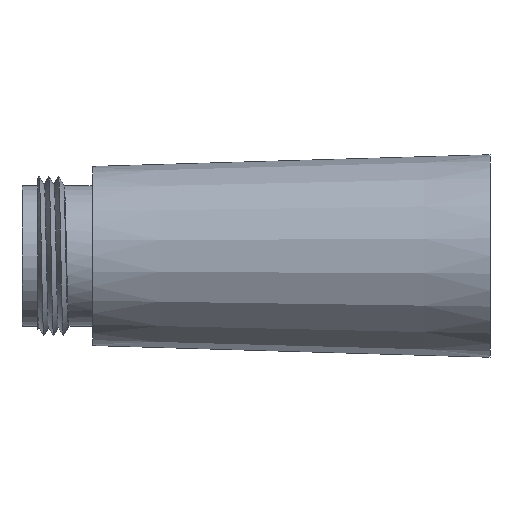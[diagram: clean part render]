
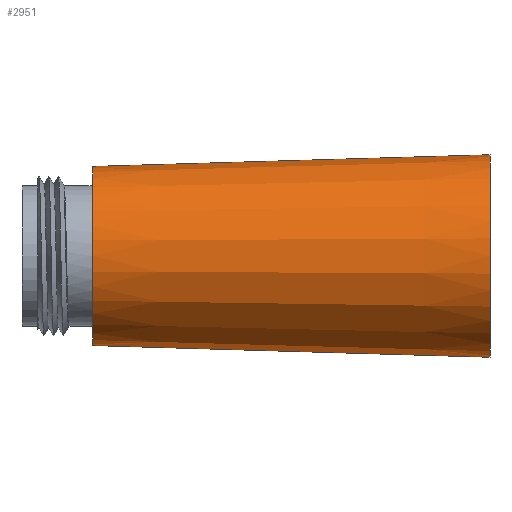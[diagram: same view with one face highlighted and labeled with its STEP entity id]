
A CAD part, left-side view. The second image highlights one B-rep face of the part: STEP entity #2951.
In plain terms, the highlighted conical face has half-angle 1.685 degrees and reference radius 13 mm.
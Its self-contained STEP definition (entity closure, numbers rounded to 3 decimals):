
#129 = EDGE_CURVE ( 'NONE', #2471, #2857, #3729, .T. ) ;
#224 = ORIENTED_EDGE ( 'NONE', *, *, #4529, .F. ) ;
#244 = LINE ( 'NONE', #3128, #4176 ) ;
#394 = CARTESIAN_POINT ( 'NONE',  ( 0., 51., -11.5 ) ) ;
#428 = DIRECTION ( 'NONE',  ( 0., 0., -1. ) ) ;
#826 = EDGE_CURVE ( 'NONE', #2471, #3823, #244, .T. ) ;
#849 = DIRECTION ( 'NONE',  ( 0., -1., -0.029 ) ) ;
#888 = DIRECTION ( 'NONE',  ( 0., 0., -1. ) ) ;
#956 = AXIS2_PLACEMENT_3D ( 'NONE', #3905, #2762, #3536 ) ;
#1627 = CONICAL_SURFACE ( 'NONE', #3770, 13., 0.029 ) ;
#1682 = CARTESIAN_POINT ( 'NONE',  ( 0., 0., 13. ) ) ;
#1768 = AXIS2_PLACEMENT_3D ( 'NONE', #2224, #2968, #428 ) ;
#2126 = DIRECTION ( 'NONE',  ( 0., -1., 0.029 ) ) ;
#2139 = CIRCLE ( 'NONE', #1768, 13. ) ;
#2223 = CARTESIAN_POINT ( 'NONE',  ( 0., 51., 11.5 ) ) ;
#2224 = CARTESIAN_POINT ( 'NONE',  ( 0., 0., 0. ) ) ;
#2365 = EDGE_LOOP ( 'NONE', ( #4202, #4629, #4394, #224 ) ) ;
#2381 = VERTEX_POINT ( 'NONE', #3941 ) ;
#2471 = VERTEX_POINT ( 'NONE', #2223 ) ;
#2737 = DIRECTION ( 'NONE',  ( 0., -1., 0. ) ) ;
#2762 = DIRECTION ( 'NONE',  ( 0., -1., 0. ) ) ;
#2857 = VERTEX_POINT ( 'NONE', #394 ) ;
#2951 = ADVANCED_FACE ( 'NONE', ( #3016 ), #1627, .T. ) ;
#2968 = DIRECTION ( 'NONE',  ( 0., -1., 0. ) ) ;
#3016 = FACE_OUTER_BOUND ( 'NONE', #2365, .T. ) ;
#3128 = CARTESIAN_POINT ( 'NONE',  ( 0., 0., 13. ) ) ;
#3536 = DIRECTION ( 'NONE',  ( 0., 0., -1. ) ) ;
#3729 = CIRCLE ( 'NONE', #956, 11.5 ) ;
#3767 = LINE ( 'NONE', #4147, #4132 ) ;
#3770 = AXIS2_PLACEMENT_3D ( 'NONE', #4547, #2737, #888 ) ;
#3823 = VERTEX_POINT ( 'NONE', #1682 ) ;
#3905 = CARTESIAN_POINT ( 'NONE',  ( 0., 51., 0. ) ) ;
#3941 = CARTESIAN_POINT ( 'NONE',  ( 0., 0., -13. ) ) ;
#4132 = VECTOR ( 'NONE', #849, 1000. ) ;
#4147 = CARTESIAN_POINT ( 'NONE',  ( 0., 0., -13. ) ) ;
#4176 = VECTOR ( 'NONE', #2126, 1000. ) ;
#4202 = ORIENTED_EDGE ( 'NONE', *, *, #826, .F. ) ;
#4394 = ORIENTED_EDGE ( 'NONE', *, *, #4702, .T. ) ;
#4529 = EDGE_CURVE ( 'NONE', #3823, #2381, #2139, .T. ) ;
#4547 = CARTESIAN_POINT ( 'NONE',  ( 0., 0., 0. ) ) ;
#4629 = ORIENTED_EDGE ( 'NONE', *, *, #129, .T. ) ;
#4702 = EDGE_CURVE ( 'NONE', #2857, #2381, #3767, .T. ) ;
